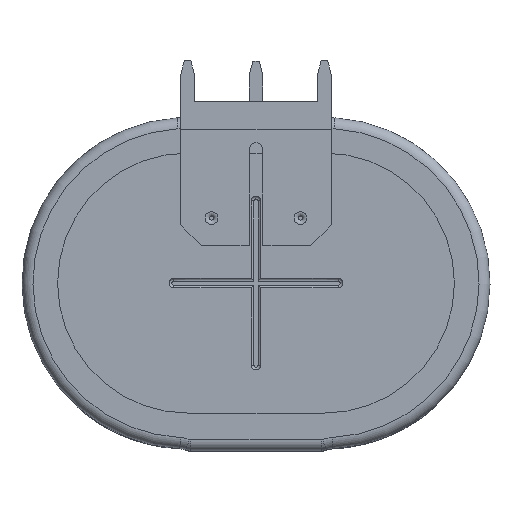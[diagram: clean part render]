
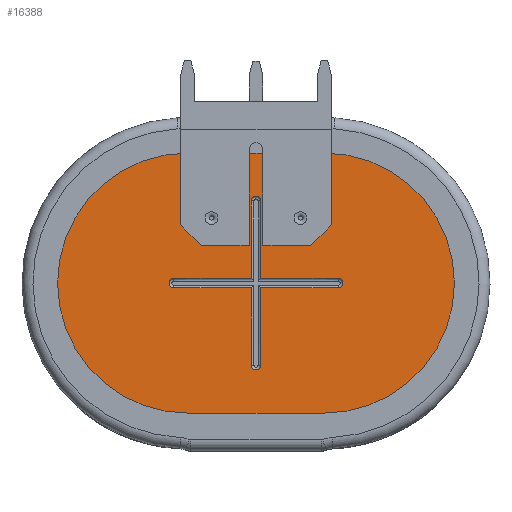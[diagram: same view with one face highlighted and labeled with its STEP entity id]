
A CAD part, top view. The second image highlights one B-rep face of the part: STEP entity #16388.
In plain terms, the highlighted face is planar.
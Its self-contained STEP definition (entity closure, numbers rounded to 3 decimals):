
#1720=FACE_BOUND('',#6165,.T.);
#1849=PLANE('',#17373);
#2380=LINE('',#22756,#3733);
#2383=LINE('',#22761,#3736);
#2386=LINE('',#22769,#3739);
#2388=LINE('',#22773,#3741);
#2392=LINE('',#22788,#3745);
#2394=LINE('',#22792,#3747);
#2397=LINE('',#22800,#3750);
#2399=LINE('',#22803,#3752);
#2400=LINE('',#22811,#3753);
#2401=LINE('',#22823,#3754);
#3733=VECTOR('',#18775,5.65);
#3736=VECTOR('',#18780,5.65);
#3739=VECTOR('',#18789,5.65);
#3741=VECTOR('',#18793,5.65);
#3745=VECTOR('',#18813,5.65);
#3747=VECTOR('',#18817,5.65);
#3750=VECTOR('',#18826,5.65);
#3752=VECTOR('',#18830,5.65);
#3753=VECTOR('',#18837,10.);
#3754=VECTOR('',#18848,10.);
#5242=FACE_OUTER_BOUND('',#6164,.T.);
#6164=EDGE_LOOP('',(#11753,#11754,#11755,#11756,#11757,#11758,#11759,#11760,
#11761,#11762,#11763,#11764));
#6165=EDGE_LOOP('',(#11765,#11766,#11767,#11768,#11769,#11770,#11771,#11772,
#11773,#11774,#11775,#11776));
#7202=CIRCLE('',#17357,0.35);
#7203=CIRCLE('',#17361,0.35);
#7204=CIRCLE('',#17366,0.35);
#7205=CIRCLE('',#17370,0.35);
#7206=CIRCLE('',#17374,5.2);
#7207=CIRCLE('',#17375,10.);
#7208=CIRCLE('',#17376,10.);
#7209=CIRCLE('',#17377,3.);
#7210=CIRCLE('',#17378,34.819);
#7211=CIRCLE('',#17379,5.2);
#7212=CIRCLE('',#17380,10.);
#7213=CIRCLE('',#17381,10.);
#7214=CIRCLE('',#17382,3.);
#7215=CIRCLE('',#17383,34.819);
#7632=VERTEX_POINT('',#22753);
#7633=VERTEX_POINT('',#22755);
#7634=VERTEX_POINT('',#22759);
#7635=VERTEX_POINT('',#22763);
#7636=VERTEX_POINT('',#22767);
#7637=VERTEX_POINT('',#22771);
#7638=VERTEX_POINT('',#22775);
#7639=VERTEX_POINT('',#22783);
#7640=VERTEX_POINT('',#22787);
#7641=VERTEX_POINT('',#22791);
#7642=VERTEX_POINT('',#22795);
#7643=VERTEX_POINT('',#22799);
#7644=VERTEX_POINT('',#22805);
#7645=VERTEX_POINT('',#22806);
#7646=VERTEX_POINT('',#22808);
#7647=VERTEX_POINT('',#22810);
#7648=VERTEX_POINT('',#22812);
#7649=VERTEX_POINT('',#22814);
#7650=VERTEX_POINT('',#22816);
#7651=VERTEX_POINT('',#22818);
#7652=VERTEX_POINT('',#22820);
#7653=VERTEX_POINT('',#22822);
#7654=VERTEX_POINT('',#22824);
#7655=VERTEX_POINT('',#22826);
#9254=EDGE_CURVE('',#7633,#7632,#2380,.T.);
#9257=EDGE_CURVE('',#7632,#7634,#2383,.T.);
#9259=EDGE_CURVE('',#7634,#7635,#7202,.T.);
#9261=EDGE_CURVE('',#7635,#7636,#2386,.T.);
#9263=EDGE_CURVE('',#7636,#7637,#2388,.T.);
#9265=EDGE_CURVE('',#7637,#7638,#7203,.T.);
#9267=EDGE_CURVE('',#7639,#7633,#7204,.T.);
#9269=EDGE_CURVE('',#7640,#7639,#2392,.T.);
#9271=EDGE_CURVE('',#7641,#7640,#2394,.T.);
#9273=EDGE_CURVE('',#7642,#7641,#7205,.T.);
#9275=EDGE_CURVE('',#7643,#7642,#2397,.T.);
#9277=EDGE_CURVE('',#7638,#7643,#2399,.T.);
#9278=EDGE_CURVE('',#7644,#7645,#7206,.T.);
#9279=EDGE_CURVE('',#7646,#7644,#7207,.T.);
#9280=EDGE_CURVE('',#7647,#7646,#2400,.T.);
#9281=EDGE_CURVE('',#7648,#7647,#7208,.T.);
#9282=EDGE_CURVE('',#7649,#7648,#7209,.T.);
#9283=EDGE_CURVE('',#7650,#7649,#7210,.T.);
#9284=EDGE_CURVE('',#7651,#7650,#7211,.T.);
#9285=EDGE_CURVE('',#7652,#7651,#7212,.T.);
#9286=EDGE_CURVE('',#7653,#7652,#2401,.T.);
#9287=EDGE_CURVE('',#7654,#7653,#7213,.T.);
#9288=EDGE_CURVE('',#7655,#7654,#7214,.T.);
#9289=EDGE_CURVE('',#7645,#7655,#7215,.T.);
#11753=ORIENTED_EDGE('',*,*,#9278,.F.);
#11754=ORIENTED_EDGE('',*,*,#9279,.F.);
#11755=ORIENTED_EDGE('',*,*,#9280,.F.);
#11756=ORIENTED_EDGE('',*,*,#9281,.F.);
#11757=ORIENTED_EDGE('',*,*,#9282,.F.);
#11758=ORIENTED_EDGE('',*,*,#9283,.F.);
#11759=ORIENTED_EDGE('',*,*,#9284,.F.);
#11760=ORIENTED_EDGE('',*,*,#9285,.F.);
#11761=ORIENTED_EDGE('',*,*,#9286,.F.);
#11762=ORIENTED_EDGE('',*,*,#9287,.F.);
#11763=ORIENTED_EDGE('',*,*,#9288,.F.);
#11764=ORIENTED_EDGE('',*,*,#9289,.F.);
#11765=ORIENTED_EDGE('',*,*,#9261,.T.);
#11766=ORIENTED_EDGE('',*,*,#9263,.T.);
#11767=ORIENTED_EDGE('',*,*,#9265,.T.);
#11768=ORIENTED_EDGE('',*,*,#9277,.T.);
#11769=ORIENTED_EDGE('',*,*,#9275,.T.);
#11770=ORIENTED_EDGE('',*,*,#9273,.T.);
#11771=ORIENTED_EDGE('',*,*,#9271,.T.);
#11772=ORIENTED_EDGE('',*,*,#9269,.T.);
#11773=ORIENTED_EDGE('',*,*,#9267,.T.);
#11774=ORIENTED_EDGE('',*,*,#9254,.T.);
#11775=ORIENTED_EDGE('',*,*,#9257,.T.);
#11776=ORIENTED_EDGE('',*,*,#9259,.T.);
#16388=ADVANCED_FACE('',(#5242,#1720),#1849,.F.);
#17357=AXIS2_PLACEMENT_3D('',#22765,#18784,#18785);
#17361=AXIS2_PLACEMENT_3D('',#22777,#18797,#18798);
#17366=AXIS2_PLACEMENT_3D('',#22784,#18808,#18809);
#17370=AXIS2_PLACEMENT_3D('',#22796,#18821,#18822);
#17373=AXIS2_PLACEMENT_3D('',#22804,#18831,#18832);
#17374=AXIS2_PLACEMENT_3D('',#22807,#18833,#18834);
#17375=AXIS2_PLACEMENT_3D('',#22809,#18835,#18836);
#17376=AXIS2_PLACEMENT_3D('',#22813,#18838,#18839);
#17377=AXIS2_PLACEMENT_3D('',#22815,#18840,#18841);
#17378=AXIS2_PLACEMENT_3D('',#22817,#18842,#18843);
#17379=AXIS2_PLACEMENT_3D('',#22819,#18844,#18845);
#17380=AXIS2_PLACEMENT_3D('',#22821,#18846,#18847);
#17381=AXIS2_PLACEMENT_3D('',#22825,#18849,#18850);
#17382=AXIS2_PLACEMENT_3D('',#22827,#18851,#18852);
#17383=AXIS2_PLACEMENT_3D('',#22828,#18853,#18854);
#18775=DIRECTION('',(0.,1.,0.));
#18780=DIRECTION('',(1.,0.,0.));
#18784=DIRECTION('center_axis',(0.,0.,1.));
#18785=DIRECTION('ref_axis',(0.,1.,0.));
#18789=DIRECTION('',(-1.,0.,0.));
#18793=DIRECTION('',(0.,1.,0.));
#18797=DIRECTION('center_axis',(0.,0.,1.));
#18798=DIRECTION('ref_axis',(-1.,0.,0.));
#18808=DIRECTION('center_axis',(0.,0.,1.));
#18809=DIRECTION('ref_axis',(1.,0.,0.));
#18813=DIRECTION('',(0.,-1.,0.));
#18817=DIRECTION('',(1.,0.,0.));
#18821=DIRECTION('center_axis',(0.,0.,1.));
#18822=DIRECTION('ref_axis',(0.,-1.,0.));
#18826=DIRECTION('',(-1.,0.,0.));
#18830=DIRECTION('',(0.,-1.,0.));
#18831=DIRECTION('center_axis',(0.,0.,1.));
#18832=DIRECTION('ref_axis',(1.,0.,0.));
#18833=DIRECTION('center_axis',(0.,0.,1.));
#18834=DIRECTION('ref_axis',(0.999,-0.045,0.));
#18835=DIRECTION('center_axis',(0.,0.,1.));
#18836=DIRECTION('ref_axis',(1.,0.,0.));
#18837=DIRECTION('',(1.,0.,0.));
#18838=DIRECTION('center_axis',(0.,0.,1.));
#18839=DIRECTION('ref_axis',(-0.306,-0.952,0.));
#18840=DIRECTION('center_axis',(0.,0.,1.));
#18841=DIRECTION('ref_axis',(-0.639,-0.77,0.));
#18842=DIRECTION('center_axis',(0.,0.,1.));
#18843=DIRECTION('ref_axis',(-0.593,-0.805,0.));
#18844=DIRECTION('center_axis',(0.,0.,1.));
#18845=DIRECTION('ref_axis',(-0.999,0.045,0.));
#18846=DIRECTION('center_axis',(0.,0.,1.));
#18847=DIRECTION('ref_axis',(-1.,0.,0.));
#18848=DIRECTION('',(-1.,0.,0.));
#18849=DIRECTION('center_axis',(0.,0.,1.));
#18850=DIRECTION('ref_axis',(0.306,0.952,0.));
#18851=DIRECTION('center_axis',(0.,0.,1.));
#18852=DIRECTION('ref_axis',(0.639,0.77,0.));
#18853=DIRECTION('center_axis',(0.,0.,1.));
#18854=DIRECTION('ref_axis',(0.593,0.805,0.));
#22753=CARTESIAN_POINT('',(0.35,-0.35,-0.3));
#22755=CARTESIAN_POINT('',(0.35,-6.,-0.3));
#22756=CARTESIAN_POINT('',(0.35,-0.175,-0.3));
#22759=CARTESIAN_POINT('',(6.,-0.35,-0.3));
#22761=CARTESIAN_POINT('',(3.,-0.35,-0.3));
#22763=CARTESIAN_POINT('',(6.,0.35,-0.3));
#22765=CARTESIAN_POINT('Origin',(6.,0.,
-0.3));
#22767=CARTESIAN_POINT('',(0.35,0.35,-0.3));
#22769=CARTESIAN_POINT('',(0.175,0.35,-0.3));
#22771=CARTESIAN_POINT('',(0.35,6.,-0.3));
#22773=CARTESIAN_POINT('',(0.35,3.,-0.3));
#22775=CARTESIAN_POINT('',(-0.35,6.,-0.3));
#22777=CARTESIAN_POINT('Origin',(0.,6.,
-0.3));
#22783=CARTESIAN_POINT('',(-0.35,-6.,-0.3));
#22784=CARTESIAN_POINT('Origin',(0.,-6.,
-0.3));
#22787=CARTESIAN_POINT('',(-0.35,-0.35,-0.3));
#22788=CARTESIAN_POINT('',(-0.35,-3.,-0.3));
#22791=CARTESIAN_POINT('',(-6.,-0.35,-0.3));
#22792=CARTESIAN_POINT('',(-0.175,-0.35,-0.3));
#22795=CARTESIAN_POINT('',(-6.,0.35,-0.3));
#22796=CARTESIAN_POINT('Origin',(-6.,0.,
-0.3));
#22799=CARTESIAN_POINT('',(-0.35,0.35,-0.3));
#22800=CARTESIAN_POINT('',(-3.,0.35,-0.3));
#22803=CARTESIAN_POINT('',(-0.35,0.175,-0.3));
#22804=CARTESIAN_POINT('Origin',(0.,0.,
-0.3));
#22805=CARTESIAN_POINT('',(14.755,2.198,-0.3));
#22806=CARTESIAN_POINT('',(12.265,6.872,-0.3));
#22807=CARTESIAN_POINT('Origin',(9.56,2.43,-0.3));
#22808=CARTESIAN_POINT('',(5.,-10.,-0.3));
#22809=CARTESIAN_POINT('Origin',(5.,0.,
-0.3));
#22810=CARTESIAN_POINT('',(-5.,-10.,-0.3));
#22811=CARTESIAN_POINT('',(-5.,-10.,-0.3));
#22812=CARTESIAN_POINT('',(-8.059,-9.521,-0.3));
#22813=CARTESIAN_POINT('Origin',(-5.,0.,
-0.3));
#22814=CARTESIAN_POINT('',(-9.057,-8.973,-0.3));
#22815=CARTESIAN_POINT('Origin',(-7.141,-6.664,-0.3));
#22816=CARTESIAN_POINT('',(-12.265,-6.872,-0.3));
#22817=CARTESIAN_POINT('Origin',(8.39,21.159,-0.3));
#22818=CARTESIAN_POINT('',(-14.755,-2.198,-0.3));
#22819=CARTESIAN_POINT('Origin',(-9.56,-2.43,-0.3));
#22820=CARTESIAN_POINT('',(-5.,10.,-0.3));
#22821=CARTESIAN_POINT('Origin',(-5.,0.,
-0.3));
#22822=CARTESIAN_POINT('',(5.,10.,-0.3));
#22823=CARTESIAN_POINT('',(5.,10.,-0.3));
#22824=CARTESIAN_POINT('',(8.059,9.521,-0.3));
#22825=CARTESIAN_POINT('Origin',(5.,0.,
-0.3));
#22826=CARTESIAN_POINT('',(9.057,8.973,-0.3));
#22827=CARTESIAN_POINT('Origin',(7.141,6.664,-0.3));
#22828=CARTESIAN_POINT('Origin',(-8.39,-21.159,-0.3));
